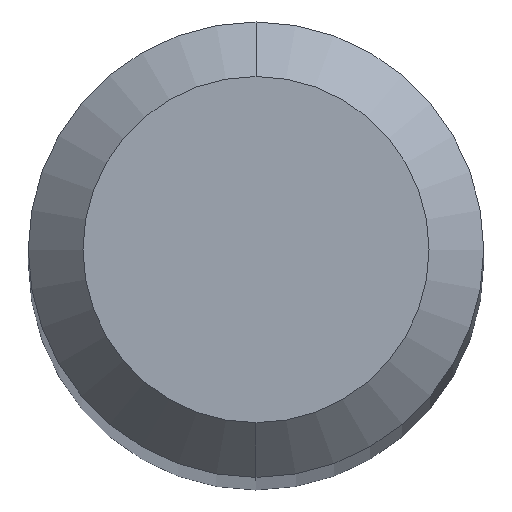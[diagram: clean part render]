
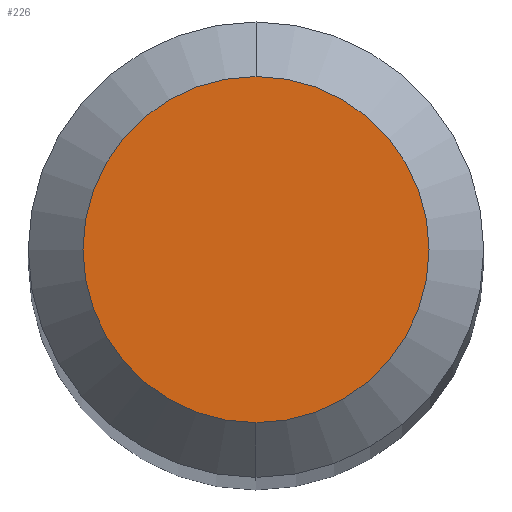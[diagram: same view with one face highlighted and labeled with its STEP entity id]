
A CAD part, top view. The second image highlights one B-rep face of the part: STEP entity #226.
In plain terms, the highlighted planar face has unit normal (0, 0, 1).
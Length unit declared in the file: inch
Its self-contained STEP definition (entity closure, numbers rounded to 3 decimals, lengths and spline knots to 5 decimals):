
#24 = EDGE_CURVE ( 'NONE', #450, #483, #284, .T. ) ;
#25 = CARTESIAN_POINT ( 'NONE',  ( 0., -0.0475, 0. ) ) ;
#51 = AXIS2_PLACEMENT_3D ( 'NONE', #369, #67, #287 ) ;
#55 = ORIENTED_EDGE ( 'NONE', *, *, #495, .T. ) ;
#67 = DIRECTION ( 'NONE',  ( 0., 0., 1. ) ) ;
#86 = EDGE_LOOP ( 'NONE', ( #55, #405 ) ) ;
#152 = CARTESIAN_POINT ( 'NONE',  ( 0., 0.0475, 0. ) ) ;
#200 = PLANE ( 'NONE',  #385 ) ;
#225 = CARTESIAN_POINT ( 'NONE',  ( 0., 0., 0. ) ) ;
#226 = ADVANCED_FACE ( 'NONE', ( #271 ), #200, .F. ) ;
#271 = FACE_OUTER_BOUND ( 'NONE', #86, .T. ) ;
#273 = CIRCLE ( 'NONE', #309, 0.0475 ) ;
#284 = CIRCLE ( 'NONE', #51, 0.0475 ) ;
#287 = DIRECTION ( 'NONE',  ( 0., -1., 0. ) ) ;
#291 = DIRECTION ( 'NONE',  ( 0., -1., 0. ) ) ;
#300 = DIRECTION ( 'NONE',  ( 0., 0., 1. ) ) ;
#305 = DIRECTION ( 'NONE',  ( 0., 0., -1. ) ) ;
#309 = AXIS2_PLACEMENT_3D ( 'NONE', #225, #300, #291 ) ;
#369 = CARTESIAN_POINT ( 'NONE',  ( 0., 0., 0. ) ) ;
#385 = AXIS2_PLACEMENT_3D ( 'NONE', #152, #305, #470 ) ;
#405 = ORIENTED_EDGE ( 'NONE', *, *, #24, .T. ) ;
#450 = VERTEX_POINT ( 'NONE', #25 ) ;
#470 = DIRECTION ( 'NONE',  ( 0., 1., 0. ) ) ;
#483 = VERTEX_POINT ( 'NONE', #499 ) ;
#495 = EDGE_CURVE ( 'NONE', #483, #450, #273, .T. ) ;
#499 = CARTESIAN_POINT ( 'NONE',  ( 0., 0.0475, 0. ) ) ;
